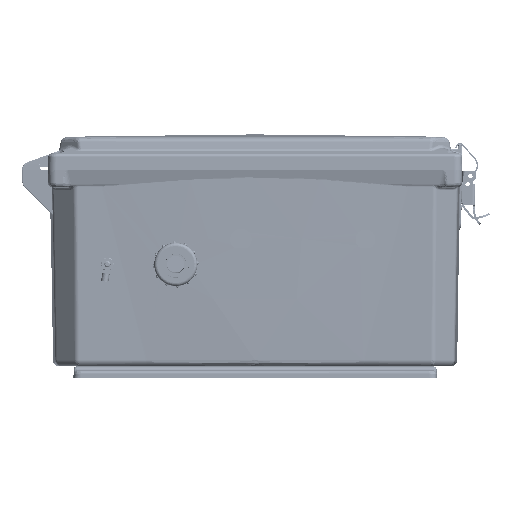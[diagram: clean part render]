
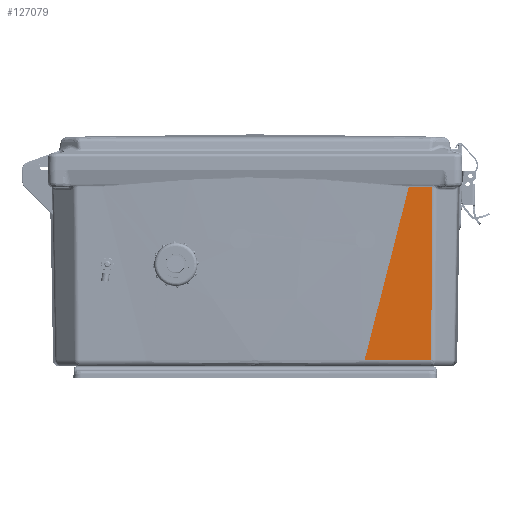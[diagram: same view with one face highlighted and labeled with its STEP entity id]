
A CAD part, front view. The second image highlights one B-rep face of the part: STEP entity #127079.
In plain terms, the highlighted face is planar.
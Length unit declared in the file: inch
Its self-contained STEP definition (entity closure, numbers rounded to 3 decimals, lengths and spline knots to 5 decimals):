
#4601 = EDGE_LOOP ( 'NONE', ( #198322, #133928, #159435, #67718 ) ) ;
#16746 = CARTESIAN_POINT ( 'NONE',  ( -0.50592, -7.15617, -5.37952 ) ) ;
#36637 = VECTOR ( 'NONE', #177378, 39.37008 ) ;
#39094 = DIRECTION ( 'NONE',  ( 0., 0., 1. ) ) ;
#44565 = VERTEX_POINT ( 'NONE', #56156 ) ;
#56156 = CARTESIAN_POINT ( 'NONE',  ( -5.77332, -7.06423, -3.32044 ) ) ;
#67718 = ORIENTED_EDGE ( 'NONE', *, *, #190006, .F. ) ;
#67753 = LINE ( 'NONE', #106144, #36637 ) ;
#71460 = FACE_OUTER_BOUND ( 'NONE', #4601, .T. ) ;
#82423 = EDGE_CURVE ( 'NONE', #213282, #44565, #146699, .T. ) ;
#87487 = DIRECTION ( 'NONE',  ( 0., 0., 1. ) ) ;
#90134 = CARTESIAN_POINT ( 'NONE',  ( -5.77332, -7.06423, -3.32044 ) ) ;
#91608 = EDGE_CURVE ( 'NONE', #228880, #213282, #114058, .T. ) ;
#94575 = VERTEX_POINT ( 'NONE', #206275 ) ;
#100987 = DIRECTION ( 'NONE',  ( -0.017, -1., 0. ) ) ;
#106144 = CARTESIAN_POINT ( 'NONE',  ( -5.77332, -7.06423, -5.34143 ) ) ;
#114058 = LINE ( 'NONE', #219683, #117010 ) ;
#117010 = VECTOR ( 'NONE', #39094, 39.37008 ) ;
#117617 = LINE ( 'NONE', #196679, #131741 ) ;
#127079 = ADVANCED_FACE ( 'NONE', ( #71460 ), #130464, .T. ) ;
#130464 = PLANE ( 'NONE',  #132828 ) ;
#131741 = VECTOR ( 'NONE', #87487, 39.37008 ) ;
#132828 = AXIS2_PLACEMENT_3D ( 'NONE', #157195, #100987, #175354 ) ;
#133928 = ORIENTED_EDGE ( 'NONE', *, *, #91608, .T. ) ;
#139508 = EDGE_CURVE ( 'NONE', #94575, #228880, #67753, .T. ) ;
#142453 = CARTESIAN_POINT ( 'NONE',  ( -4.31354, -7.08971, -3.69265 ) ) ;
#146699 = B_SPLINE_CURVE_WITH_KNOTS ( 'NONE', 3,
 ( #213678, #178809, #142453, #90134 ),
 .UNSPECIFIED., .F., .F.,
 ( 4, 4 ),
 ( 0., 1. ),
 .UNSPECIFIED. ) ;
#155348 = CARTESIAN_POINT ( 'NONE',  ( -0.50592, -7.15617, -4.66613 ) ) ;
#157195 = CARTESIAN_POINT ( 'NONE',  ( 0., -7.165, 6.74752 ) ) ;
#159435 = ORIENTED_EDGE ( 'NONE', *, *, #82423, .T. ) ;
#175354 = DIRECTION ( 'NONE',  ( 1., -0.017, 0. ) ) ;
#177378 = DIRECTION ( 'NONE',  ( 1., -0.017, -0.007 ) ) ;
#178809 = CARTESIAN_POINT ( 'NONE',  ( -2.55774, -7.12035, -4.14121 ) ) ;
#190006 = EDGE_CURVE ( 'NONE', #94575, #44565, #117617, .T. ) ;
#196679 = CARTESIAN_POINT ( 'NONE',  ( -5.77332, -7.06423, 10.7888 ) ) ;
#198322 = ORIENTED_EDGE ( 'NONE', *, *, #139508, .T. ) ;
#206275 = CARTESIAN_POINT ( 'NONE',  ( -5.77332, -7.06423, -5.34143 ) ) ;
#213282 = VERTEX_POINT ( 'NONE', #155348 ) ;
#213678 = CARTESIAN_POINT ( 'NONE',  ( -0.50592, -7.15617, -4.66613 ) ) ;
#219683 = CARTESIAN_POINT ( 'NONE',  ( -0.50592, -7.15617, 6.74752 ) ) ;
#228880 = VERTEX_POINT ( 'NONE', #16746 ) ;
